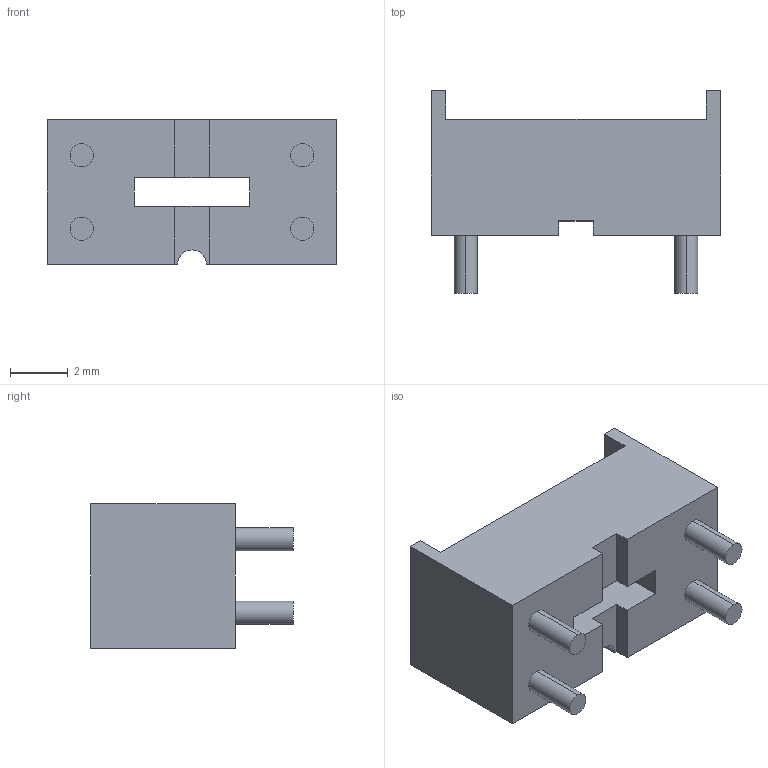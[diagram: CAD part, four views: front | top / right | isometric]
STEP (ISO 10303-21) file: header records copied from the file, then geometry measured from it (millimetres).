
FILE_DESCRIPTION (( 'STEP AP214' ), '1' );
FILE_NAME ('PDIP4.STEP', '2012-02-07T05:36:10', ( 'Lenovo User' ), ( 'Lenovo (Beijing) Limited' ), 'SwSTEP 2.0', 'SolidWorks 2011', '' );
FILE_SCHEMA (( 'AUTOMOTIVE_DESIGN' ));
Length unit declared in the file: millimetre
Products named in the file (1): PDIP4
Bounding box: 10 x 7 x 5 mm (x, y, z)
Volume: 189.2 mm3; surface area: 296.9 mm2
Topology: 1 solids, 1 shells, 36 faces, 93 edges, 62 vertices
Faces by surface type: plane 26, cylinder 10
Entity records: 1399 total; most frequent: CARTESIAN_POINT 192, DIRECTION 187, ORIENTED_EDGE 186, EDGE_CURVE 93, LINE 73, VECTOR 73, VERTEX_POINT 62, AXIS2_PLACEMENT_3D 57
